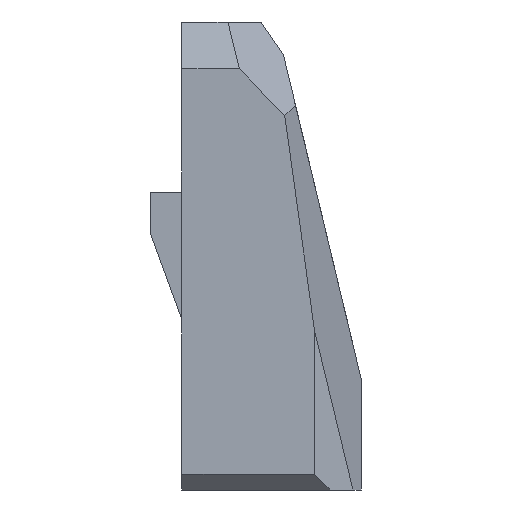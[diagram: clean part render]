
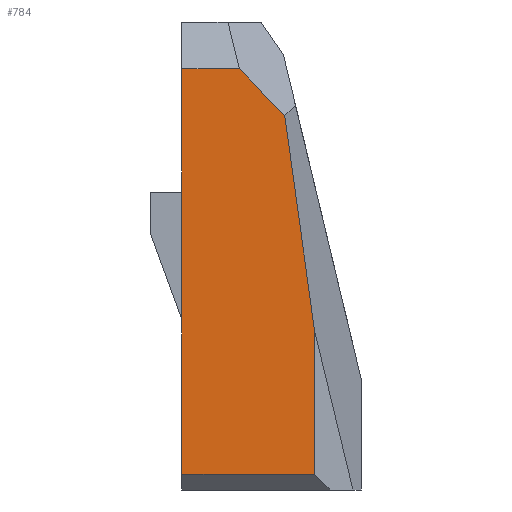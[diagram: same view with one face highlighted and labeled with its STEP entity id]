
A CAD part, left-side view. The second image highlights one B-rep face of the part: STEP entity #784.
In plain terms, the highlighted planar face has unit normal (-1, 0, 0).
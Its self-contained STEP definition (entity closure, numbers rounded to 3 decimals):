
#59=FACE_OUTER_BOUND('',#100,.T.);
#100=EDGE_LOOP('',(#615,#616,#617,#618,#619,#620,#621,#622));
#129=LINE('',#1097,#227);
#154=LINE('',#1149,#252);
#159=LINE('',#1158,#257);
#187=LINE('',#1228,#285);
#189=LINE('',#1231,#287);
#191=LINE('',#1235,#289);
#192=LINE('',#1236,#290);
#193=LINE('',#1237,#291);
#227=VECTOR('',#886,10.);
#252=VECTOR('',#925,10.);
#257=VECTOR('',#932,10.);
#285=VECTOR('',#992,10.);
#287=VECTOR('',#996,10.);
#289=VECTOR('',#1000,10.);
#290=VECTOR('',#1001,10.);
#291=VECTOR('',#1002,10.);
#318=VERTEX_POINT('',#1081);
#324=VERTEX_POINT('',#1096);
#343=VERTEX_POINT('',#1146);
#344=VERTEX_POINT('',#1148);
#347=VERTEX_POINT('',#1156);
#372=VERTEX_POINT('',#1225);
#373=VERTEX_POINT('',#1227);
#374=VERTEX_POINT('',#1234);
#399=EDGE_CURVE('',#318,#324,#129,.T.);
#424=EDGE_CURVE('',#343,#344,#154,.T.);
#429=EDGE_CURVE('',#347,#343,#159,.T.);
#464=EDGE_CURVE('',#372,#373,#187,.T.);
#466=EDGE_CURVE('',#373,#347,#189,.T.);
#468=EDGE_CURVE('',#374,#372,#191,.T.);
#469=EDGE_CURVE('',#324,#374,#192,.T.);
#470=EDGE_CURVE('',#344,#318,#193,.T.);
#615=ORIENTED_EDGE('',*,*,#424,.F.);
#616=ORIENTED_EDGE('',*,*,#429,.F.);
#617=ORIENTED_EDGE('',*,*,#466,.F.);
#618=ORIENTED_EDGE('',*,*,#464,.F.);
#619=ORIENTED_EDGE('',*,*,#468,.F.);
#620=ORIENTED_EDGE('',*,*,#469,.F.);
#621=ORIENTED_EDGE('',*,*,#399,.F.);
#622=ORIENTED_EDGE('',*,*,#470,.F.);
#748=PLANE('',#845);
#784=ADVANCED_FACE('',(#59),#748,.T.);
#845=AXIS2_PLACEMENT_3D('',#1233,#998,#999);
#886=DIRECTION('',(0.,0.,1.));
#925=DIRECTION('',(0.,1.,0.));
#932=DIRECTION('',(0.,0.,-1.));
#992=DIRECTION('',(0.,-0.695,-0.719));
#996=DIRECTION('',(0.,-0.138,-0.99));
#998=DIRECTION('center_axis',(-1.,0.,0.));
#999=DIRECTION('ref_axis',(0.,-1.,0.));
#1000=DIRECTION('',(0.,-1.,0.));
#1001=DIRECTION('',(0.,0.,1.));
#1002=DIRECTION('',(0.,0.,1.));
#1081=CARTESIAN_POINT('',(-10.,6.,10.9));
#1096=CARTESIAN_POINT('',(-10.,6.,19.1));
#1097=CARTESIAN_POINT('',(-10.,6.,0.));
#1146=CARTESIAN_POINT('',(-10.,-2.5,1.));
#1148=CARTESIAN_POINT('',(-10.,6.,1.));
#1149=CARTESIAN_POINT('',(-10.,3.,1.));
#1156=CARTESIAN_POINT('',(-10.,-2.5,10.249));
#1158=CARTESIAN_POINT('',(-10.,-2.5,0.));
#1225=CARTESIAN_POINT('',(-10.,2.323,27.));
#1227=CARTESIAN_POINT('',(-10.,-0.591,23.987));
#1228=CARTESIAN_POINT('',(-10.,-4.356,20.094));
#1231=CARTESIAN_POINT('',(-10.,-3.231,4.992));
#1233=CARTESIAN_POINT('Origin',(-10.,6.,0.));
#1234=CARTESIAN_POINT('',(-10.,6.,27.));
#1235=CARTESIAN_POINT('',(-10.,3.,27.));
#1236=CARTESIAN_POINT('',(-10.,6.,0.));
#1237=CARTESIAN_POINT('',(-10.,6.,0.));
